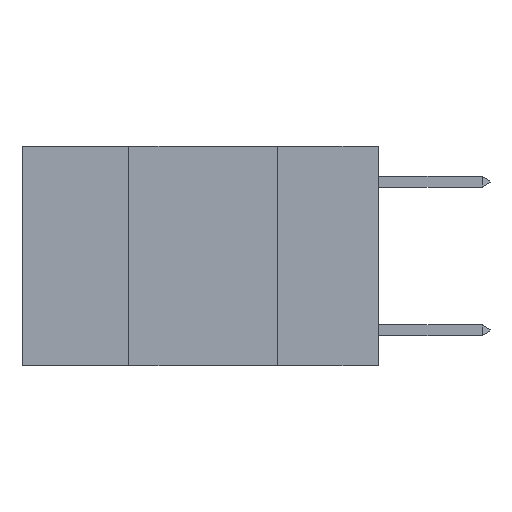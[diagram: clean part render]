
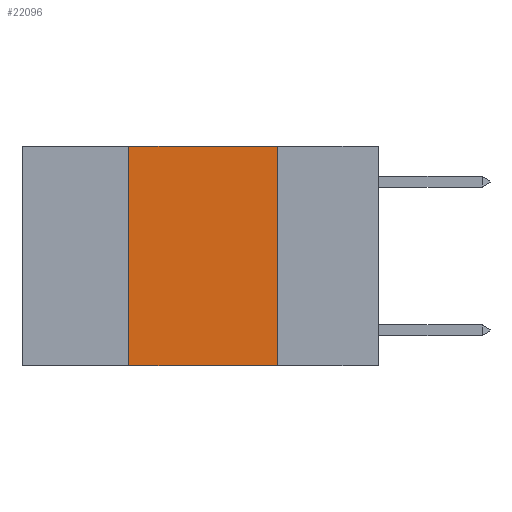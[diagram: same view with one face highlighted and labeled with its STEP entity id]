
A CAD part, left-side view. The second image highlights one B-rep face of the part: STEP entity #22096.
In plain terms, the highlighted planar face has unit normal (-1, 0, 0).
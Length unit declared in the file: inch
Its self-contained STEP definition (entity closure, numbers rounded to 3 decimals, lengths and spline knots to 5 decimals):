
#1285 = DIRECTION ( 'NONE',  ( 0., -1., 0. ) ) ;
#1572 = VERTEX_POINT ( 'NONE', #7796 ) ;
#3299 = EDGE_CURVE ( 'NONE', #28678, #21206, #16071, .T. ) ;
#3549 = VECTOR ( 'NONE', #21642, 39.37008 ) ;
#4279 = EDGE_CURVE ( 'NONE', #4568, #21206, #9230, .T. ) ;
#4568 = VERTEX_POINT ( 'NONE', #6944 ) ;
#6756 = FACE_OUTER_BOUND ( 'NONE', #13624, .T. ) ;
#6944 = CARTESIAN_POINT ( 'NONE',  ( 0., 0.17, 0. ) ) ;
#7329 = EDGE_CURVE ( 'NONE', #1572, #4568, #28151, .T. ) ;
#7796 = CARTESIAN_POINT ( 'NONE',  ( 0., 0.42, 0. ) ) ;
#8339 = VECTOR ( 'NONE', #9670, 39.37008 ) ;
#9230 = LINE ( 'NONE', #25183, #8339 ) ;
#9670 = DIRECTION ( 'NONE',  ( 0., 0., -1. ) ) ;
#9990 = CARTESIAN_POINT ( 'NONE',  ( 0., 0.6, 0. ) ) ;
#10293 = CARTESIAN_POINT ( 'NONE',  ( 0., 0.42, -0.37 ) ) ;
#11738 = CARTESIAN_POINT ( 'NONE',  ( 0., 0.17, -0.37 ) ) ;
#11884 = EDGE_CURVE ( 'NONE', #28678, #1572, #23882, .T. ) ;
#11923 = PLANE ( 'NONE',  #22690 ) ;
#12811 = CARTESIAN_POINT ( 'NONE',  ( 0., 0.42, 0. ) ) ;
#13624 = EDGE_LOOP ( 'NONE', ( #20955, #19285, #28889, #20600 ) ) ;
#15801 = VECTOR ( 'NONE', #22720, 39.37008 ) ;
#16071 = LINE ( 'NONE', #26886, #15801 ) ;
#17490 = VECTOR ( 'NONE', #1285, 39.37008 ) ;
#19285 = ORIENTED_EDGE ( 'NONE', *, *, #7329, .F. ) ;
#20600 = ORIENTED_EDGE ( 'NONE', *, *, #3299, .T. ) ;
#20955 = ORIENTED_EDGE ( 'NONE', *, *, #4279, .F. ) ;
#21206 = VERTEX_POINT ( 'NONE', #11738 ) ;
#21642 = DIRECTION ( 'NONE',  ( 0., 0., 1. ) ) ;
#22096 = ADVANCED_FACE ( 'NONE', ( #6756 ), #11923, .F. ) ;
#22690 = AXIS2_PLACEMENT_3D ( 'NONE', #25370, #27132, #27427 ) ;
#22720 = DIRECTION ( 'NONE',  ( 0., -1., 0. ) ) ;
#23882 = LINE ( 'NONE', #12811, #3549 ) ;
#25183 = CARTESIAN_POINT ( 'NONE',  ( 0., 0.17, 0. ) ) ;
#25370 = CARTESIAN_POINT ( 'NONE',  ( 0., 0.6, 0. ) ) ;
#26886 = CARTESIAN_POINT ( 'NONE',  ( 0., 0.6, -0.37 ) ) ;
#27132 = DIRECTION ( 'NONE',  ( 1., 0., 0. ) ) ;
#27427 = DIRECTION ( 'NONE',  ( 0., 0., -1. ) ) ;
#28151 = LINE ( 'NONE', #9990, #17490 ) ;
#28678 = VERTEX_POINT ( 'NONE', #10293 ) ;
#28889 = ORIENTED_EDGE ( 'NONE', *, *, #11884, .F. ) ;
